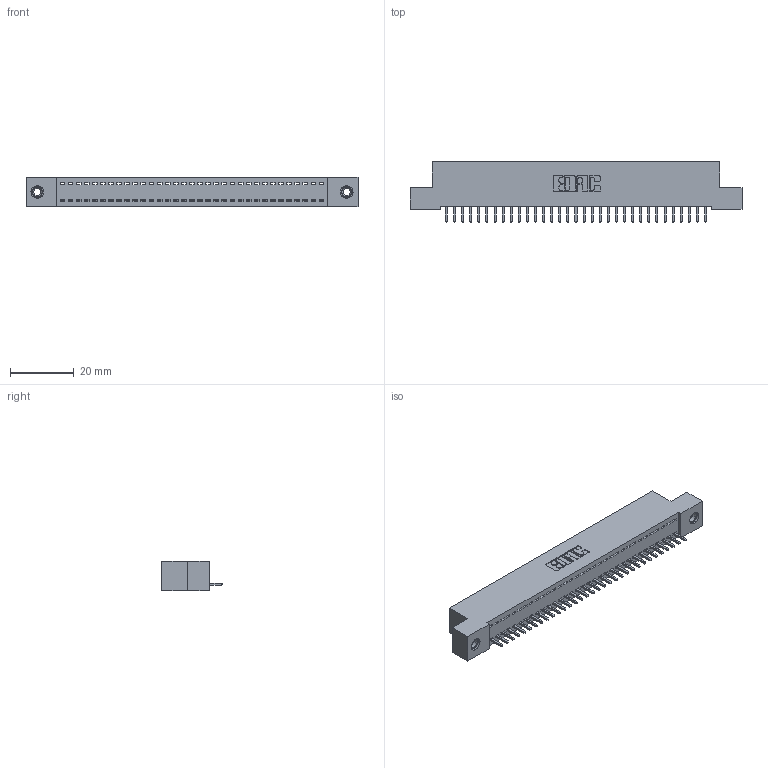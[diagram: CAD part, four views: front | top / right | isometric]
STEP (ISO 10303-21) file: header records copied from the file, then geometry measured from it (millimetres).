
FILE_DESCRIPTION (( 'STEP AP203' ), '1' );
FILE_NAME ('342-033-521-108.STEP', '2019-10-02T11:35:33', ( '' ), ( '' ), 'SwSTEP 2.0', 'SolidWorks 2016', '' );
FILE_SCHEMA (( 'CONFIG_CONTROL_DESIGN' ));
Length unit declared in the file: inch
Products named in the file (4): 342 Part_TI; 345-292-001_345-293-121; 345-250-001_345-250-003-102; 342-033-521-108
Assembly tree (36 placements, depth 2):
  342-033-521-108
    342 Part_TI
    345-292-001_345-293-121  x33
    345-250-001_345-250-003-102  x2
Bounding box: 104.14 x 19.06 x 9.4 mm (x, y, z)
Volume: 8998.3 mm3; surface area: 12702.9 mm2
Topology: 36 solids, 36 shells, 2084 faces, 6243 edges, 4110 vertices
Faces by surface type: plane 1484, cylinder 584, cone 12, torus 4
Entity records: 22410 total; most frequent: CARTESIAN_POINT 3848, ORIENTED_EDGE 3810, DIRECTION 3297, EDGE_CURVE 1905, LINE 1757, VECTOR 1757, VERTEX_POINT 1264, AXIS2_PLACEMENT_3D 770
